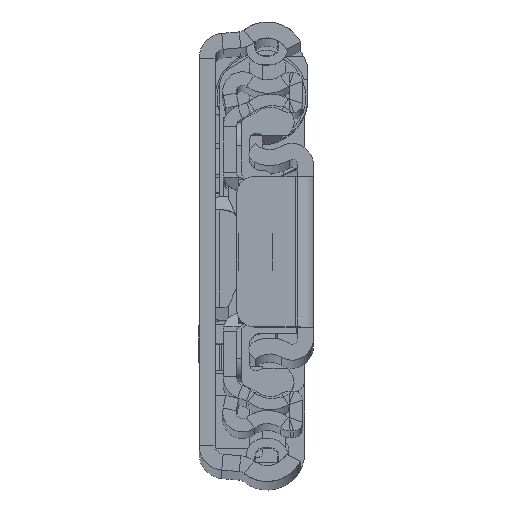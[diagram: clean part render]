
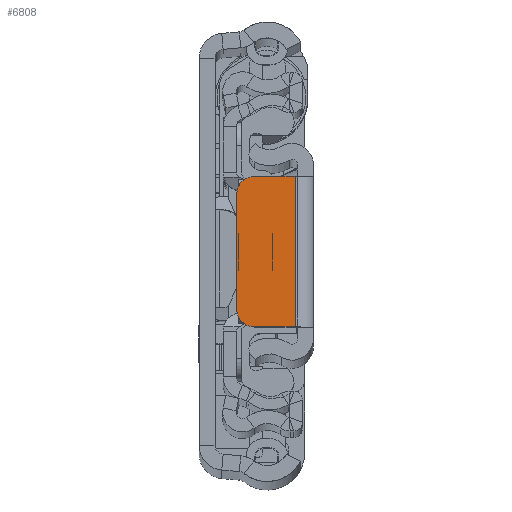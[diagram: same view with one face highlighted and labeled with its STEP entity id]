
A CAD part, top view. The second image highlights one B-rep face of the part: STEP entity #6808.
In plain terms, the highlighted planar face has unit normal (0, 0, 1).
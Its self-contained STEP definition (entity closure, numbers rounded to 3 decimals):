
#1020 = EDGE_CURVE ( 'NONE', #41659, #16964, #14189, .T. ) ;
#2827 = AXIS2_PLACEMENT_3D ( 'NONE', #23088, #31125, #45085 ) ;
#3016 = ORIENTED_EDGE ( 'NONE', *, *, #41858, .T. ) ;
#3504 = AXIS2_PLACEMENT_3D ( 'NONE', #39612, #29053, #43016 ) ;
#3809 = CARTESIAN_POINT ( 'NONE',  ( -2.05, 8.5, 0. ) ) ;
#6808 = ADVANCED_FACE ( 'NONE', ( #24003 ), #9586, .F. ) ;
#7791 = ORIENTED_EDGE ( 'NONE', *, *, #14416, .T. ) ;
#8651 = CARTESIAN_POINT ( 'NONE',  ( -8.65, 6.5, 0. ) ) ;
#8938 = DIRECTION ( 'NONE',  ( -1., 0., 0. ) ) ;
#9586 = PLANE ( 'NONE',  #2827 ) ;
#9623 = CARTESIAN_POINT ( 'NONE',  ( -6.65, -6.5, 0. ) ) ;
#10214 = VERTEX_POINT ( 'NONE', #41887 ) ;
#11482 = ORIENTED_EDGE ( 'NONE', *, *, #1020, .T. ) ;
#12778 = ORIENTED_EDGE ( 'NONE', *, *, #37589, .T. ) ;
#14189 = CIRCLE ( 'NONE', #39836, 2. ) ;
#14252 = VECTOR ( 'NONE', #30665, 1000. ) ;
#14416 = EDGE_CURVE ( 'NONE', #26621, #41659, #16653, .T. ) ;
#15414 = EDGE_LOOP ( 'NONE', ( #7791, #11482, #3016, #39205, #12778, #31896 ) ) ;
#15761 = LINE ( 'NONE', #32767, #31540 ) ;
#16653 = LINE ( 'NONE', #20759, #14252 ) ;
#16964 = VERTEX_POINT ( 'NONE', #21693 ) ;
#20326 = CIRCLE ( 'NONE', #3504, 2. ) ;
#20528 = VECTOR ( 'NONE', #25881, 1000. ) ;
#20759 = CARTESIAN_POINT ( 'NONE',  ( -8.65, 0., 0. ) ) ;
#21693 = CARTESIAN_POINT ( 'NONE',  ( -6.65, -8.5, 0. ) ) ;
#22777 = CARTESIAN_POINT ( 'NONE',  ( -6.65, 8.5, 0. ) ) ;
#23088 = CARTESIAN_POINT ( 'NONE',  ( 0., 0., 0. ) ) ;
#23585 = DIRECTION ( 'NONE',  ( 0., 0., 1. ) ) ;
#24003 = FACE_OUTER_BOUND ( 'NONE', #15414, .T. ) ;
#25877 = DIRECTION ( 'NONE',  ( 0., -1., 0. ) ) ;
#25881 = DIRECTION ( 'NONE',  ( -1., 0., 0. ) ) ;
#26446 = EDGE_CURVE ( 'NONE', #30513, #26621, #20326, .T. ) ;
#26504 = LINE ( 'NONE', #29475, #34255 ) ;
#26621 = VERTEX_POINT ( 'NONE', #8651 ) ;
#26859 = VERTEX_POINT ( 'NONE', #3809 ) ;
#29053 = DIRECTION ( 'NONE',  ( 0., 0., 1. ) ) ;
#29475 = CARTESIAN_POINT ( 'NONE',  ( 0., -8.5, 0. ) ) ;
#30513 = VERTEX_POINT ( 'NONE', #22777 ) ;
#30665 = DIRECTION ( 'NONE',  ( 0., -1., 0. ) ) ;
#31125 = DIRECTION ( 'NONE',  ( 0., 0., -1. ) ) ;
#31540 = VECTOR ( 'NONE', #25877, 1000. ) ;
#31896 = ORIENTED_EDGE ( 'NONE', *, *, #26446, .T. ) ;
#32767 = CARTESIAN_POINT ( 'NONE',  ( -2.05, -8.5, 0. ) ) ;
#32996 = CARTESIAN_POINT ( 'NONE',  ( 0., 8.5, 0. ) ) ;
#34255 = VECTOR ( 'NONE', #43440, 1000. ) ;
#37589 = EDGE_CURVE ( 'NONE', #26859, #30513, #43073, .T. ) ;
#38446 = CARTESIAN_POINT ( 'NONE',  ( -8.65, -6.5, 0. ) ) ;
#39205 = ORIENTED_EDGE ( 'NONE', *, *, #39559, .F. ) ;
#39559 = EDGE_CURVE ( 'NONE', #26859, #10214, #15761, .T. ) ;
#39612 = CARTESIAN_POINT ( 'NONE',  ( -6.65, 6.5, 0. ) ) ;
#39836 = AXIS2_PLACEMENT_3D ( 'NONE', #9623, #23585, #8938 ) ;
#41659 = VERTEX_POINT ( 'NONE', #38446 ) ;
#41858 = EDGE_CURVE ( 'NONE', #16964, #10214, #26504, .T. ) ;
#41887 = CARTESIAN_POINT ( 'NONE',  ( -2.05, -8.5, 0. ) ) ;
#43016 = DIRECTION ( 'NONE',  ( -1., 0., 0. ) ) ;
#43073 = LINE ( 'NONE', #32996, #20528 ) ;
#43440 = DIRECTION ( 'NONE',  ( 1., 0., 0. ) ) ;
#45085 = DIRECTION ( 'NONE',  ( -1., 0., 0. ) ) ;
